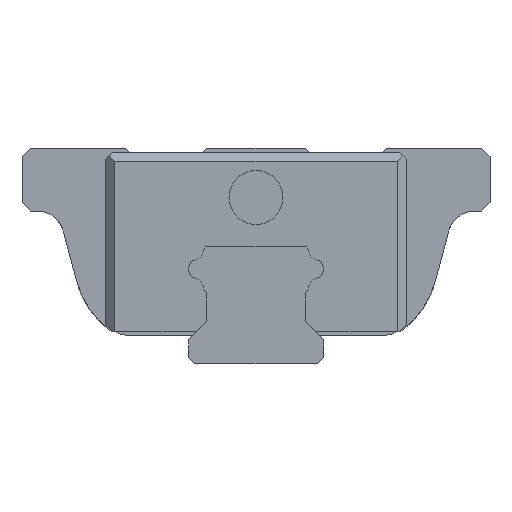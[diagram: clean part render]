
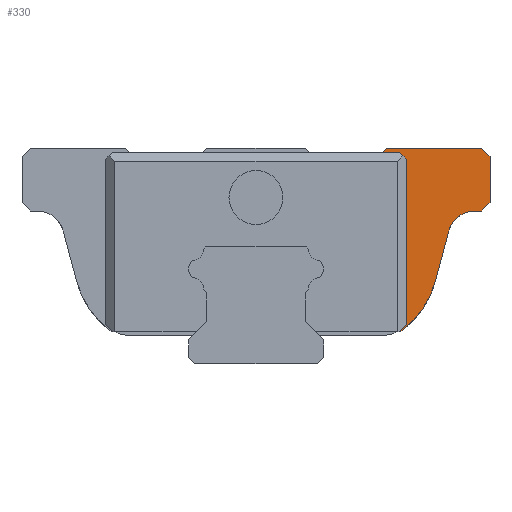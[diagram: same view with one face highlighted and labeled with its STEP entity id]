
A CAD part, front view. The second image highlights one B-rep face of the part: STEP entity #330.
In plain terms, the highlighted planar face has unit normal (0, -1, 0).
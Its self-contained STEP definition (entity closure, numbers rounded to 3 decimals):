
#330=ADVANCED_FACE('',(#644),#523,.F.);
#523=PLANE('',#4033);
#644=FACE_OUTER_BOUND('',#797,.T.);
#797=EDGE_LOOP('',(#1186,#1187,#1188,#1189,#1190,#1191,#1192,#1193,#1194,
#1195,#1196,#1197,#1198,#1199,#1200));
#1042=CIRCLE('',#4031,10.);
#1043=CIRCLE('',#4032,3.);
#1186=ORIENTED_EDGE('',*,*,#2728,.T.);
#1187=ORIENTED_EDGE('',*,*,#2729,.F.);
#1188=ORIENTED_EDGE('',*,*,#2730,.T.);
#1189=ORIENTED_EDGE('',*,*,#2731,.T.);
#1190=ORIENTED_EDGE('',*,*,#2732,.T.);
#1191=ORIENTED_EDGE('',*,*,#2733,.T.);
#1192=ORIENTED_EDGE('',*,*,#2734,.T.);
#1193=ORIENTED_EDGE('',*,*,#2735,.T.);
#1194=ORIENTED_EDGE('',*,*,#2736,.T.);
#1195=ORIENTED_EDGE('',*,*,#2737,.T.);
#1196=ORIENTED_EDGE('',*,*,#2738,.T.);
#1197=ORIENTED_EDGE('',*,*,#2739,.T.);
#1198=ORIENTED_EDGE('',*,*,#2740,.T.);
#1199=ORIENTED_EDGE('',*,*,#2741,.T.);
#1200=ORIENTED_EDGE('',*,*,#2742,.T.);
#2318=VERTEX_POINT('',#5439);
#2319=VERTEX_POINT('',#5440);
#2320=VERTEX_POINT('',#5442);
#2321=VERTEX_POINT('',#5444);
#2322=VERTEX_POINT('',#5446);
#2323=VERTEX_POINT('',#5448);
#2324=VERTEX_POINT('',#5450);
#2325=VERTEX_POINT('',#5452);
#2326=VERTEX_POINT('',#5454);
#2327=VERTEX_POINT('',#5456);
#2328=VERTEX_POINT('',#5458);
#2329=VERTEX_POINT('',#5460);
#2330=VERTEX_POINT('',#5462);
#2331=VERTEX_POINT('',#5464);
#2332=VERTEX_POINT('',#5466);
#2728=EDGE_CURVE('',#2318,#2319,#3291,.T.);
#2729=EDGE_CURVE('',#2320,#2319,#3292,.T.);
#2730=EDGE_CURVE('',#2320,#2321,#3293,.T.);
#2731=EDGE_CURVE('',#2321,#2322,#1042,.T.);
#2732=EDGE_CURVE('',#2322,#2323,#3294,.T.);
#2733=EDGE_CURVE('',#2323,#2324,#1043,.T.);
#2734=EDGE_CURVE('',#2324,#2325,#3295,.T.);
#2735=EDGE_CURVE('',#2325,#2326,#3296,.T.);
#2736=EDGE_CURVE('',#2326,#2327,#3297,.T.);
#2737=EDGE_CURVE('',#2327,#2328,#3298,.T.);
#2738=EDGE_CURVE('',#2328,#2329,#3299,.T.);
#2739=EDGE_CURVE('',#2329,#2330,#3300,.T.);
#2740=EDGE_CURVE('',#2330,#2331,#3301,.T.);
#2741=EDGE_CURVE('',#2331,#2332,#3302,.T.);
#2742=EDGE_CURVE('',#2332,#2318,#3303,.T.);
#3291=LINE('',#5438,#3666);
#3292=LINE('',#5441,#3667);
#3293=LINE('',#5443,#3668);
#3294=LINE('',#5447,#3669);
#3295=LINE('',#5451,#3670);
#3296=LINE('',#5453,#3671);
#3297=LINE('',#5455,#3672);
#3298=LINE('',#5457,#3673);
#3299=LINE('',#5459,#3674);
#3300=LINE('',#5461,#3675);
#3301=LINE('',#5463,#3676);
#3302=LINE('',#5465,#3677);
#3303=LINE('',#5467,#3678);
#3666=VECTOR('',#4385,1.);
#3667=VECTOR('',#4386,1.);
#3668=VECTOR('',#4387,1.);
#3669=VECTOR('',#4390,1.);
#3670=VECTOR('',#4393,1.);
#3671=VECTOR('',#4394,1.);
#3672=VECTOR('',#4395,1.);
#3673=VECTOR('',#4396,1.);
#3674=VECTOR('',#4397,1.);
#3675=VECTOR('',#4398,1.);
#3676=VECTOR('',#4399,1.);
#3677=VECTOR('',#4400,1.);
#3678=VECTOR('',#4401,1.);
#4031=AXIS2_PLACEMENT_3D('',#5445,#4388,#4389);
#4032=AXIS2_PLACEMENT_3D('',#5449,#4391,#4392);
#4033=AXIS2_PLACEMENT_3D('',#5468,#4402,#4403);
#4385=DIRECTION('',(-0.707,0.,-0.707));
#4386=DIRECTION('',(-1.,0.,0.));
#4387=DIRECTION('',(0.793,0.,0.609));
#4388=DIRECTION('',(0.,-1.,0.));
#4389=DIRECTION('',(0.,0.,1.));
#4390=DIRECTION('',(0.259,0.,0.966));
#4391=DIRECTION('',(0.,1.,0.));
#4392=DIRECTION('',(1.,0.,0.));
#4393=DIRECTION('',(1.,0.,0.));
#4394=DIRECTION('',(0.707,0.,0.707));
#4395=DIRECTION('',(0.,0.,1.));
#4396=DIRECTION('',(-0.707,0.,0.707));
#4397=DIRECTION('',(-1.,0.,0.));
#4398=DIRECTION('',(-0.707,0.,-0.707));
#4399=DIRECTION('',(1.,0.,0.));
#4400=DIRECTION('',(0.707,0.,-0.707));
#4401=DIRECTION('',(0.,0.,-1.));
#4402=DIRECTION('',(0.,1.,0.));
#4403=DIRECTION('',(0.,0.,-1.));
#5438=CARTESIAN_POINT('',(16.7,24.,-19.643));
#5439=CARTESIAN_POINT('',(16.7,24.,-19.643));
#5440=CARTESIAN_POINT('',(15.9,24.,-20.443));
#5441=CARTESIAN_POINT('',(17.,24.,-20.443));
#5442=CARTESIAN_POINT('',(15.988,24.,-20.443));
#5443=CARTESIAN_POINT('',(15.262,24.,-21.));
#5444=CARTESIAN_POINT('',(16.346,24.,-20.169));
#5445=CARTESIAN_POINT('',(10.258,24.,-12.235));
#5446=CARTESIAN_POINT('',(19.917,24.,-14.823));
#5447=CARTESIAN_POINT('',(18.262,24.,-21.));
#5448=CARTESIAN_POINT('',(21.418,24.,-9.224));
#5449=CARTESIAN_POINT('',(24.315,24.,-10.));
#5450=CARTESIAN_POINT('',(24.315,24.,-7.));
#5451=CARTESIAN_POINT('',(24.315,24.,-7.));
#5452=CARTESIAN_POINT('',(25.1,24.,-7.));
#5453=CARTESIAN_POINT('',(25.1,24.,-7.));
#5454=CARTESIAN_POINT('',(26.,24.,-6.1));
#5455=CARTESIAN_POINT('',(26.,24.,-6.1));
#5456=CARTESIAN_POINT('',(26.,24.,-0.9));
#5457=CARTESIAN_POINT('',(26.,24.,-0.9));
#5458=CARTESIAN_POINT('',(25.1,24.,0.));
#5459=CARTESIAN_POINT('',(25.1,24.,0.));
#5460=CARTESIAN_POINT('',(14.5,24.,0.));
#5461=CARTESIAN_POINT('',(14.5,24.,0.));
#5462=CARTESIAN_POINT('',(14.,24.,-0.5));
#5463=CARTESIAN_POINT('',(-15.95,24.,-0.5));
#5464=CARTESIAN_POINT('',(15.95,24.,-0.5));
#5465=CARTESIAN_POINT('',(15.95,24.,-0.5));
#5466=CARTESIAN_POINT('',(16.7,24.,-1.25));
#5467=CARTESIAN_POINT('',(16.7,24.,-1.25));
#5468=CARTESIAN_POINT('',(17.,24.,0.));
